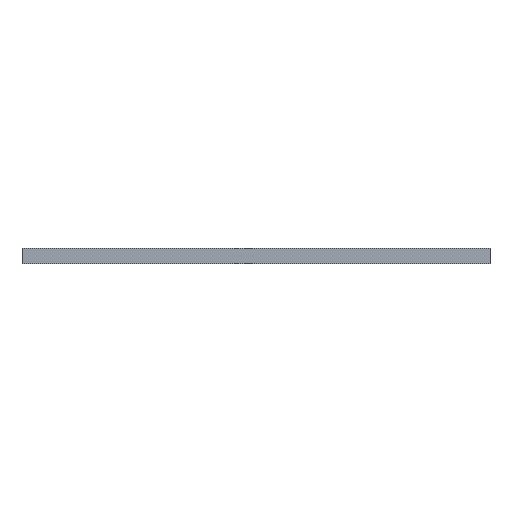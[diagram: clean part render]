
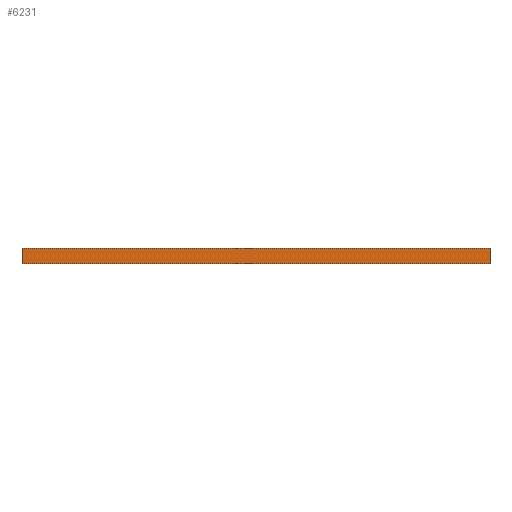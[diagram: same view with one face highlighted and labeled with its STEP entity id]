
A CAD part, left-side view. The second image highlights one B-rep face of the part: STEP entity #6231.
In plain terms, the highlighted planar face has unit normal (-1, 0, 0).
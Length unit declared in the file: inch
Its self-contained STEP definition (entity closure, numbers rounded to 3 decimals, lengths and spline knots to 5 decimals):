
#68 = EDGE_LOOP ( 'NONE', ( #4744, #6459, #7105, #3123 ) ) ;
#172 = VECTOR ( 'NONE', #2941, 39.37008 ) ;
#506 = CARTESIAN_POINT ( 'NONE',  ( -0.88583, -0.71867, -0.02953 ) ) ;
#755 = DIRECTION ( 'NONE',  ( -1., 0., 0. ) ) ;
#1040 = EDGE_CURVE ( 'NONE', #2660, #1622, #7339, .T. ) ;
#1622 = VERTEX_POINT ( 'NONE', #1647 ) ;
#1647 = CARTESIAN_POINT ( 'NONE',  ( -0.88583, -0.71867, 0.02953 ) ) ;
#1795 = AXIS2_PLACEMENT_3D ( 'NONE', #6078, #755, #5511 ) ;
#1893 = VECTOR ( 'NONE', #2208, 39.37008 ) ;
#2208 = DIRECTION ( 'NONE',  ( 0., 1., 0. ) ) ;
#2523 = FACE_OUTER_BOUND ( 'NONE', #68, .T. ) ;
#2557 = LINE ( 'NONE', #8206, #4879 ) ;
#2660 = VERTEX_POINT ( 'NONE', #506 ) ;
#2941 = DIRECTION ( 'NONE',  ( 0., 1., 0. ) ) ;
#3123 = ORIENTED_EDGE ( 'NONE', *, *, #1040, .T. ) ;
#3288 = EDGE_CURVE ( 'NONE', #4432, #6874, #2557, .T. ) ;
#3713 = LINE ( 'NONE', #6372, #1893 ) ;
#3748 = VECTOR ( 'NONE', #8372, 39.37008 ) ;
#4432 = VERTEX_POINT ( 'NONE', #8474 ) ;
#4744 = ORIENTED_EDGE ( 'NONE', *, *, #5629, .T. ) ;
#4793 = EDGE_CURVE ( 'NONE', #2660, #6874, #7887, .T. ) ;
#4879 = VECTOR ( 'NONE', #8238, 39.37008 ) ;
#5511 = DIRECTION ( 'NONE',  ( 0., -1., 0. ) ) ;
#5629 = EDGE_CURVE ( 'NONE', #1622, #4432, #3713, .T. ) ;
#6078 = CARTESIAN_POINT ( 'NONE',  ( -0.88583, 1.05298, 0. ) ) ;
#6231 = ADVANCED_FACE ( 'NONE', ( #2523 ), #7515, .T. ) ;
#6293 = CARTESIAN_POINT ( 'NONE',  ( -0.88583, -0.71867, 0. ) ) ;
#6372 = CARTESIAN_POINT ( 'NONE',  ( -0.88583, 1.05298, 0.02953 ) ) ;
#6459 = ORIENTED_EDGE ( 'NONE', *, *, #3288, .T. ) ;
#6874 = VERTEX_POINT ( 'NONE', #7574 ) ;
#7105 = ORIENTED_EDGE ( 'NONE', *, *, #4793, .F. ) ;
#7339 = LINE ( 'NONE', #6293, #3748 ) ;
#7515 = PLANE ( 'NONE',  #1795 ) ;
#7574 = CARTESIAN_POINT ( 'NONE',  ( -0.88583, 1.05298, -0.02953 ) ) ;
#7887 = LINE ( 'NONE', #8317, #172 ) ;
#8206 = CARTESIAN_POINT ( 'NONE',  ( -0.88583, 1.05298, 0. ) ) ;
#8238 = DIRECTION ( 'NONE',  ( 0., 0., -1. ) ) ;
#8317 = CARTESIAN_POINT ( 'NONE',  ( -0.88583, 0.16716, -0.02953 ) ) ;
#8372 = DIRECTION ( 'NONE',  ( 0., 0., 1. ) ) ;
#8474 = CARTESIAN_POINT ( 'NONE',  ( -0.88583, 1.05298, 0.02953 ) ) ;
